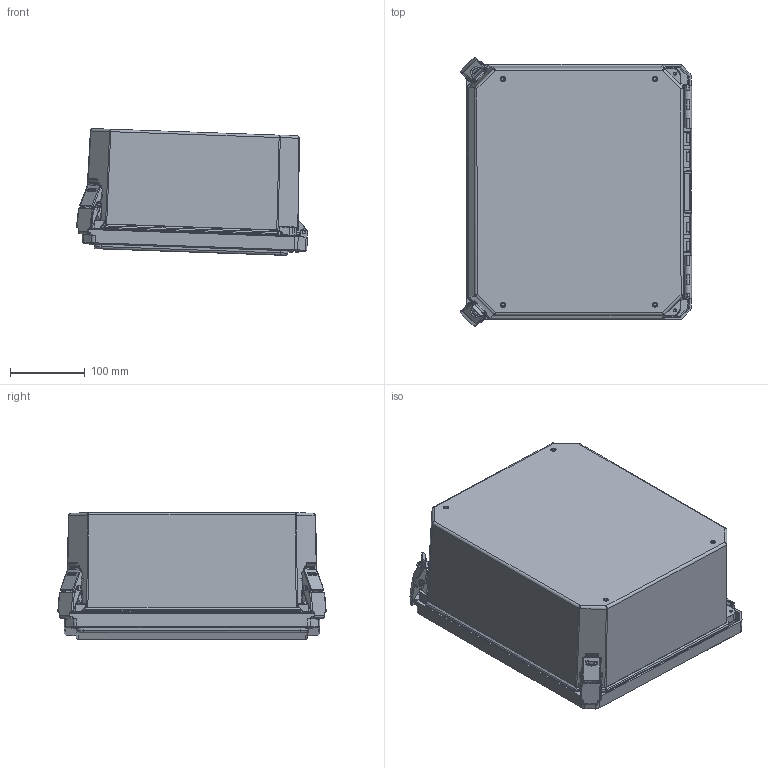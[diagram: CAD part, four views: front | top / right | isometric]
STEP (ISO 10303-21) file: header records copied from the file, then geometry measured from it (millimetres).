
FILE_DESCRIPTION (( 'STEP AP214' ), '1' );
FILE_NAME ('FR121006HPL.STEP', '2021-10-07T15:04:37', ( '' ), ( '' ), 'SwSTEP 2.0', 'SolidWorks 2021', '' );
FILE_SCHEMA (( 'AUTOMOTIVE_DESIGN' ));
Length unit declared in the file: inch
Products named in the file (1): FR121006HPL
Bounding box: 308.87 x 358.6 x 169.35 mm (x, y, z)
Volume: 1534484.2 mm3; surface area: 835100.8 mm2
Topology: 29 solids, 29 shells, 2393 faces, 6001 edges, 3615 vertices
Faces by surface type: cylinder 1028, plane 757, bspline 361, torus 159, cone 62, sphere 26
Entity records: 96329 total; most frequent: CARTESIAN_POINT 43369, ORIENTED_EDGE 11840, DIRECTION 9532, EDGE_CURVE 5920, VERTEX_POINT 3612, AXIS2_PLACEMENT_3D 3347, LINE 2838, VECTOR 2838
